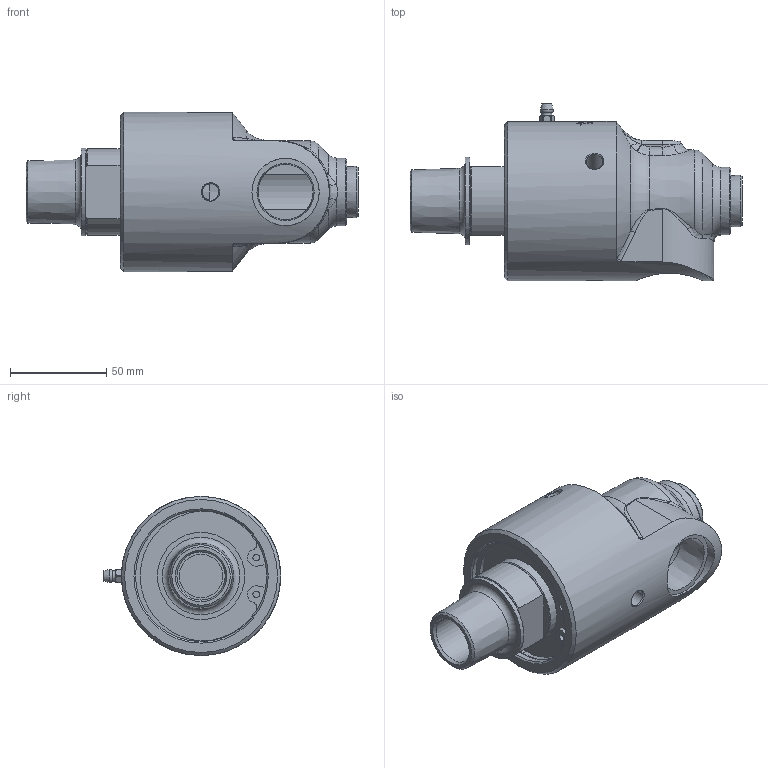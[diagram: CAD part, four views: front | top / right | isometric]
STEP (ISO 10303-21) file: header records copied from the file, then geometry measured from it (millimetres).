
FILE_DESCRIPTION(/* description */ (''),/* implementation_level */ '2;1');
FILE_NAME(/* name */ '355-064-187-IC.stp',/* time_stamp */ '2018-10-08T14:29:19-05:00',/* author */ ('nreyna'),/* organization */ (''),/* preprocessor_version */ 'ST-DEVELOPER v17',/* originating_system */ 'Autodesk Inventor 2018',/* authorisation */ '');
FILE_SCHEMA (('AUTOMOTIVE_DESIGN { 1 0 10303 214 3 1 1 }'));
Length unit declared in the file: millimetre
Products named in the file (1): 355-064-187-IC
Bounding box: 172.34 x 92.01 x 82.6 mm (x, y, z)
Volume: 398398.8 mm3; surface area: 79026.8 mm2
Topology: 5 solids, 5 shells, 488 faces, 1306 edges, 867 vertices
Faces by surface type: bspline 224, plane 142, cylinder 68, cone 44, torus 10
Full cylindrical faces by diameter (mm): 2.005 x1, 3.444 x2, 3.5 x1, 5.359 x1, 6.35 x1, 8.6 x3, 22.631 x1, 25 x1, 28.575 x1, 34.9 x1, 37.13 x1, 40 x2, 45.3 x2, 68.1 x1, 73.8 x1, 82.6 x1
Entity records: 23128 total; most frequent: CARTESIAN_POINT 12064, ORIENTED_EDGE 2606, DIRECTION 1636, EDGE_CURVE 1303, VERTEX_POINT 867, AXIS2_PLACEMENT_3D 602, EDGE_LOOP 545, FACE_OUTER_BOUND 487
